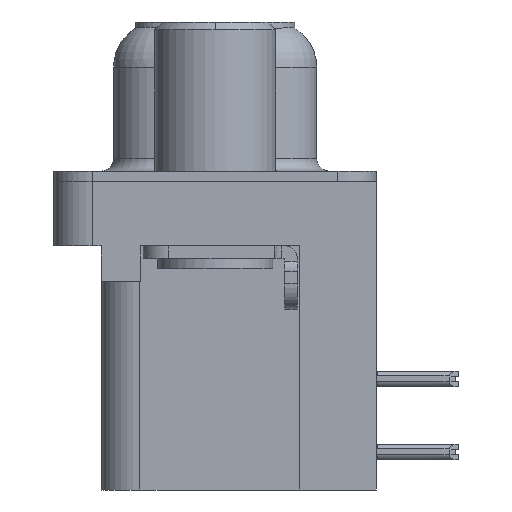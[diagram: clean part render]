
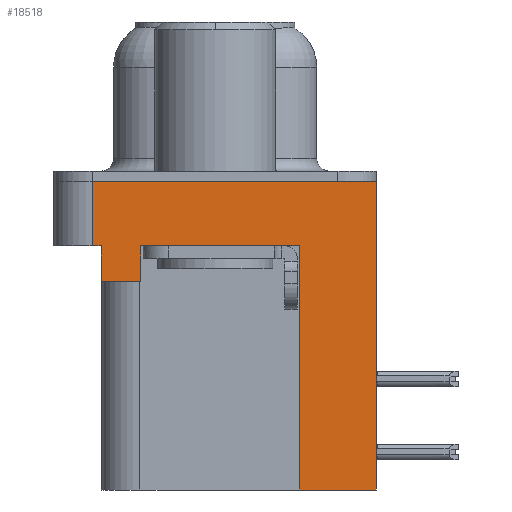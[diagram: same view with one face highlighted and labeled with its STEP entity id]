
A CAD part, left-side view. The second image highlights one B-rep face of the part: STEP entity #18518.
In plain terms, the highlighted planar face has unit normal (-1, 0, 0).
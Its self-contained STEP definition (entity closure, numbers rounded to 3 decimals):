
#45 = LINE ( 'NONE', #1781, #14808 ) ;
#168 = DIRECTION ( 'NONE',  ( 0., -1., 0. ) ) ;
#216 = AXIS2_PLACEMENT_3D ( 'NONE', #23368, #16046, #4904 ) ;
#224 = VECTOR ( 'NONE', #19481, 1000. ) ;
#434 = EDGE_CURVE ( 'NONE', #10824, #12561, #45, .T. ) ;
#630 = EDGE_CURVE ( 'NONE', #2064, #11321, #11284, .T. ) ;
#673 = ORIENTED_EDGE ( 'NONE', *, *, #22760, .T. ) ;
#756 = VECTOR ( 'NONE', #15770, 1000. ) ;
#1155 = ORIENTED_EDGE ( 'NONE', *, *, #13786, .F. ) ;
#1345 = LINE ( 'NONE', #13578, #756 ) ;
#1365 = VERTEX_POINT ( 'NONE', #15689 ) ;
#1781 = CARTESIAN_POINT ( 'NONE',  ( -2.91, 4.425, -3.9 ) ) ;
#2064 = VERTEX_POINT ( 'NONE', #11480 ) ;
#2206 = VECTOR ( 'NONE', #11497, 1000. ) ;
#3079 = CARTESIAN_POINT ( 'NONE',  ( -2.91, -6.275, -2.5 ) ) ;
#3256 = CARTESIAN_POINT ( 'NONE',  ( -2.91, -3.295, -12. ) ) ;
#3602 = VERTEX_POINT ( 'NONE', #18384 ) ;
#3712 = VECTOR ( 'NONE', #17324, 1000. ) ;
#4219 = LINE ( 'NONE', #11223, #23908 ) ;
#4317 = CARTESIAN_POINT ( 'NONE',  ( -2.91, 4.425, -3.9 ) ) ;
#4451 = CARTESIAN_POINT ( 'NONE',  ( -2.91, -3.295, -12. ) ) ;
#4513 = LINE ( 'NONE', #6391, #224 ) ;
#4904 = DIRECTION ( 'NONE',  ( 0., 0., 1. ) ) ;
#5048 = ORIENTED_EDGE ( 'NONE', *, *, #21127, .T. ) ;
#5442 = CARTESIAN_POINT ( 'NONE',  ( -2.91, -6.275, 0. ) ) ;
#5739 = VECTOR ( 'NONE', #8803, 1000. ) ;
#6195 = VERTEX_POINT ( 'NONE', #4451 ) ;
#6282 = EDGE_CURVE ( 'NONE', #6195, #23821, #22717, .T. ) ;
#6297 = VECTOR ( 'NONE', #15783, 1000. ) ;
#6391 = CARTESIAN_POINT ( 'NONE',  ( -2.91, 4.775, -2.5 ) ) ;
#7029 = VERTEX_POINT ( 'NONE', #23515 ) ;
#7047 = LINE ( 'NONE', #22582, #2206 ) ;
#7954 = DIRECTION ( 'NONE',  ( 0., 1., 0. ) ) ;
#8097 = ORIENTED_EDGE ( 'NONE', *, *, #630, .T. ) ;
#8803 = DIRECTION ( 'NONE',  ( 0., -1., 0. ) ) ;
#9480 = VERTEX_POINT ( 'NONE', #13740 ) ;
#9546 = ORIENTED_EDGE ( 'NONE', *, *, #6282, .F. ) ;
#9941 = ORIENTED_EDGE ( 'NONE', *, *, #21378, .T. ) ;
#10050 = ORIENTED_EDGE ( 'NONE', *, *, #16768, .F. ) ;
#10824 = VERTEX_POINT ( 'NONE', #21330 ) ;
#11223 = CARTESIAN_POINT ( 'NONE',  ( -2.91, -6.275, -2.5 ) ) ;
#11284 = LINE ( 'NONE', #15619, #6297 ) ;
#11299 = EDGE_LOOP ( 'NONE', ( #1155, #16858, #5048, #19078, #14935, #9941, #673, #9546, #10050, #8097 ) ) ;
#11321 = VERTEX_POINT ( 'NONE', #5442 ) ;
#11480 = CARTESIAN_POINT ( 'NONE',  ( -2.91, -6.275, -12. ) ) ;
#11497 = DIRECTION ( 'NONE',  ( 0., 1., 0. ) ) ;
#12295 = PLANE ( 'NONE',  #216 ) ;
#12561 = VERTEX_POINT ( 'NONE', #21444 ) ;
#12982 = LINE ( 'NONE', #4317, #3712 ) ;
#13479 = VECTOR ( 'NONE', #16230, 1000. ) ;
#13578 = CARTESIAN_POINT ( 'NONE',  ( -2.91, 2.895, -3.9 ) ) ;
#13740 = CARTESIAN_POINT ( 'NONE',  ( -2.91, 4.775, -2.5 ) ) ;
#13786 = EDGE_CURVE ( 'NONE', #3602, #11321, #21144, .T. ) ;
#14190 = DIRECTION ( 'NONE',  ( 0., -1., 0. ) ) ;
#14808 = VECTOR ( 'NONE', #7954, 1000. ) ;
#14935 = ORIENTED_EDGE ( 'NONE', *, *, #434, .F. ) ;
#15081 = EDGE_CURVE ( 'NONE', #12561, #1365, #12982, .T. ) ;
#15619 = CARTESIAN_POINT ( 'NONE',  ( -2.91, -6.275, -2.5 ) ) ;
#15689 = CARTESIAN_POINT ( 'NONE',  ( -2.91, 4.425, -2.5 ) ) ;
#15770 = DIRECTION ( 'NONE',  ( 0., 0., 1. ) ) ;
#15783 = DIRECTION ( 'NONE',  ( 0., 0., 1. ) ) ;
#16046 = DIRECTION ( 'NONE',  ( -1., 0., 0. ) ) ;
#16230 = DIRECTION ( 'NONE',  ( 0., 0., 1. ) ) ;
#16768 = EDGE_CURVE ( 'NONE', #2064, #6195, #7047, .T. ) ;
#16858 = ORIENTED_EDGE ( 'NONE', *, *, #20828, .F. ) ;
#17155 = CARTESIAN_POINT ( 'NONE',  ( -2.91, -3.295, -2.5 ) ) ;
#17324 = DIRECTION ( 'NONE',  ( 0., 0., 1. ) ) ;
#17531 = VECTOR ( 'NONE', #14190, 1000. ) ;
#18384 = CARTESIAN_POINT ( 'NONE',  ( -2.91, 4.775, 0. ) ) ;
#18518 = ADVANCED_FACE ( 'NONE', ( #21114 ), #12295, .T. ) ;
#19078 = ORIENTED_EDGE ( 'NONE', *, *, #15081, .F. ) ;
#19481 = DIRECTION ( 'NONE',  ( 0., 0., 1. ) ) ;
#20828 = EDGE_CURVE ( 'NONE', #9480, #3602, #4513, .T. ) ;
#21114 = FACE_OUTER_BOUND ( 'NONE', #11299, .T. ) ;
#21127 = EDGE_CURVE ( 'NONE', #9480, #1365, #4219, .T. ) ;
#21144 = LINE ( 'NONE', #23571, #5739 ) ;
#21330 = CARTESIAN_POINT ( 'NONE',  ( -2.91, 2.895, -3.9 ) ) ;
#21378 = EDGE_CURVE ( 'NONE', #10824, #7029, #1345, .T. ) ;
#21444 = CARTESIAN_POINT ( 'NONE',  ( -2.91, 4.425, -3.9 ) ) ;
#22414 = LINE ( 'NONE', #3079, #17531 ) ;
#22582 = CARTESIAN_POINT ( 'NONE',  ( -2.91, -3.295, -12. ) ) ;
#22717 = LINE ( 'NONE', #3256, #13479 ) ;
#22760 = EDGE_CURVE ( 'NONE', #7029, #23821, #22414, .T. ) ;
#23368 = CARTESIAN_POINT ( 'NONE',  ( -2.91, -6.275, -2.5 ) ) ;
#23515 = CARTESIAN_POINT ( 'NONE',  ( -2.91, 2.895, -2.5 ) ) ;
#23571 = CARTESIAN_POINT ( 'NONE',  ( -2.91, -6.275, 0. ) ) ;
#23821 = VERTEX_POINT ( 'NONE', #17155 ) ;
#23908 = VECTOR ( 'NONE', #168, 1000. ) ;
